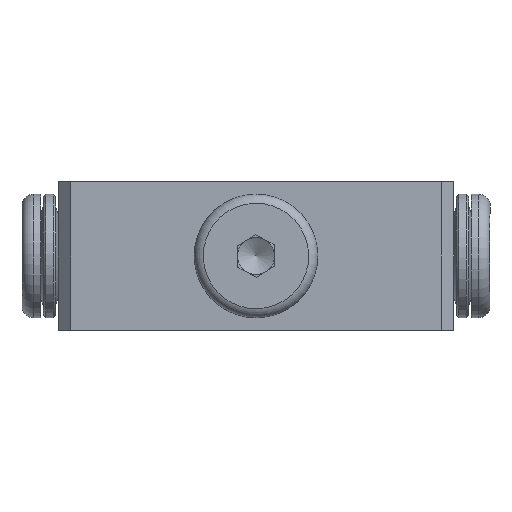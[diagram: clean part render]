
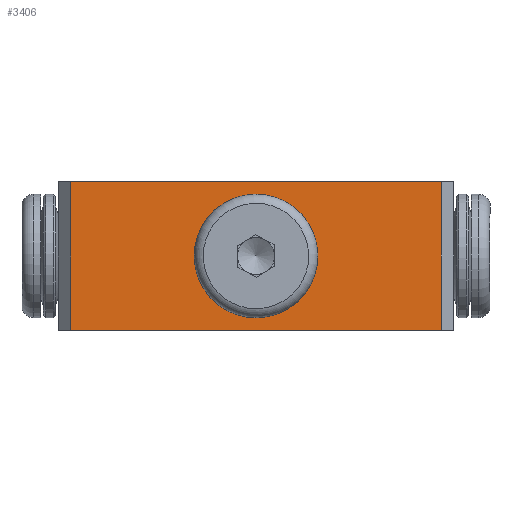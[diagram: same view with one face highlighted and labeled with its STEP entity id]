
A CAD part, left-side view. The second image highlights one B-rep face of the part: STEP entity #3406.
In plain terms, the highlighted planar face has unit normal (-1, 0, 0).
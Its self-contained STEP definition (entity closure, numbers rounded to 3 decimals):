
#130=CIRCLE('',#3670,2.459);
#368=FACE_BOUND('',#728,.T.);
#518=FACE_OUTER_BOUND('',#727,.T.);
#727=EDGE_LOOP('',(#2953,#2954,#2955,#2956));
#728=EDGE_LOOP('',(#2957));
#1028=LINE('',#5980,#1338);
#1040=LINE('',#6013,#1350);
#1045=LINE('',#6028,#1355);
#1047=LINE('',#6031,#1357);
#1338=VECTOR('',#4167,10.);
#1350=VECTOR('',#4197,10.);
#1355=VECTOR('',#4214,10.);
#1357=VECTOR('',#4218,10.);
#1646=VERTEX_POINT('',#5977);
#1647=VERTEX_POINT('',#5979);
#1658=VERTEX_POINT('',#6010);
#1659=VERTEX_POINT('',#6012);
#1664=VERTEX_POINT('',#6032);
#2082=EDGE_CURVE('',#1646,#1647,#1028,.T.);
#2096=EDGE_CURVE('',#1658,#1659,#1040,.T.);
#2104=EDGE_CURVE('',#1647,#1658,#1045,.T.);
#2106=EDGE_CURVE('',#1659,#1646,#1047,.T.);
#2107=EDGE_CURVE('',#1664,#1664,#130,.T.);
#2953=ORIENTED_EDGE('',*,*,#2104,.F.);
#2954=ORIENTED_EDGE('',*,*,#2082,.F.);
#2955=ORIENTED_EDGE('',*,*,#2106,.F.);
#2956=ORIENTED_EDGE('',*,*,#2096,.F.);
#2957=ORIENTED_EDGE('',*,*,#2107,.T.);
#3241=PLANE('',#3669);
#3406=ADVANCED_FACE('',(#518,#368),#3241,.T.);
#3669=AXIS2_PLACEMENT_3D('',#6030,#4216,#4217);
#3670=AXIS2_PLACEMENT_3D('',#6033,#4219,#4220);
#4167=DIRECTION('',(0.,0.,1.));
#4197=DIRECTION('',(0.,0.,-1.));
#4214=DIRECTION('',(0.,-1.,0.));
#4216=DIRECTION('center_axis',(-1.,0.,0.));
#4217=DIRECTION('ref_axis',(0.,0.,1.));
#4218=DIRECTION('',(0.,1.,0.));
#4219=DIRECTION('center_axis',(1.,0.,0.));
#4220=DIRECTION('ref_axis',(0.,0.,-1.));
#5977=CARTESIAN_POINT('',(-16.,6.,-15.));
#5979=CARTESIAN_POINT('',(-16.,6.,15.));
#5980=CARTESIAN_POINT('',(-16.,6.,-16.));
#6010=CARTESIAN_POINT('',(-16.,-6.,15.));
#6012=CARTESIAN_POINT('',(-16.,-6.,-15.));
#6013=CARTESIAN_POINT('',(-16.,-6.,-16.));
#6028=CARTESIAN_POINT('',(-16.,0.,15.));
#6030=CARTESIAN_POINT('Origin',(-16.,0.,-16.));
#6031=CARTESIAN_POINT('',(-16.,0.,-15.));
#6032=CARTESIAN_POINT('',(-16.,0.,2.459));
#6033=CARTESIAN_POINT('Origin',(-16.,0.,0.));
